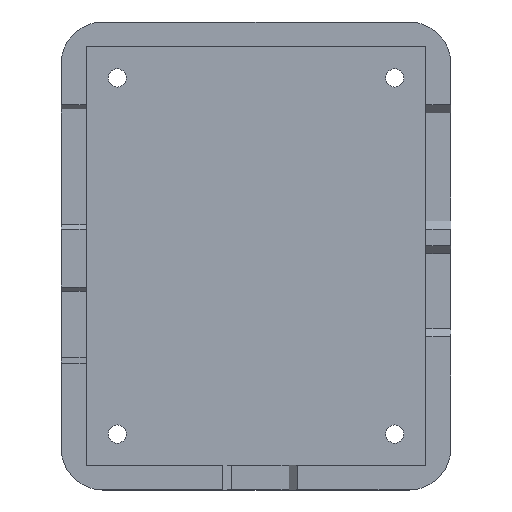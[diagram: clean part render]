
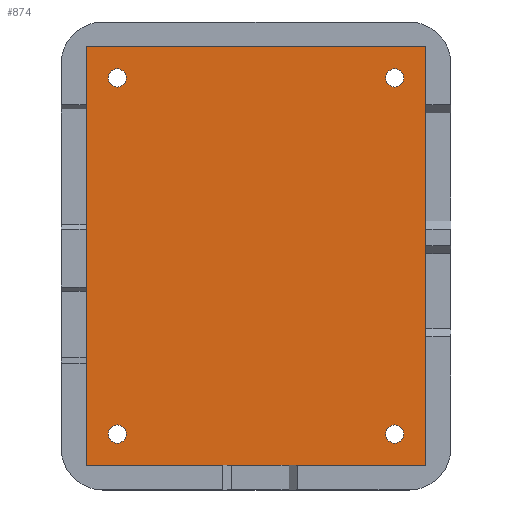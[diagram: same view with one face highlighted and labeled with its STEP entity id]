
A CAD part, top view. The second image highlights one B-rep face of the part: STEP entity #874.
In plain terms, the highlighted planar face has unit normal (0, 0, 1).
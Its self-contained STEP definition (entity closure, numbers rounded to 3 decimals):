
#19=FACE_BOUND('',#134,.T.);
#20=FACE_BOUND('',#135,.T.);
#21=FACE_BOUND('',#136,.T.);
#22=FACE_BOUND('',#137,.T.);
#43=CIRCLE('',#928,1.1);
#44=CIRCLE('',#930,1.1);
#45=CIRCLE('',#932,1.1);
#46=CIRCLE('',#934,1.1);
#86=FACE_OUTER_BOUND('',#133,.T.);
#133=EDGE_LOOP('',(#774,#775,#776,#777));
#134=EDGE_LOOP('',(#778));
#135=EDGE_LOOP('',(#779));
#136=EDGE_LOOP('',(#780));
#137=EDGE_LOOP('',(#781));
#157=LINE('',#1202,#263);
#217=LINE('',#1342,#323);
#241=LINE('',#1390,#347);
#246=LINE('',#1408,#352);
#263=VECTOR('',#967,10.);
#323=VECTOR('',#1079,10.);
#347=VECTOR('',#1135,10.);
#352=VECTOR('',#1158,10.);
#366=VERTEX_POINT('',#1199);
#367=VERTEX_POINT('',#1201);
#421=VERTEX_POINT('',#1340);
#429=VERTEX_POINT('',#1388);
#430=VERTEX_POINT('',#1392);
#431=VERTEX_POINT('',#1396);
#432=VERTEX_POINT('',#1400);
#433=VERTEX_POINT('',#1404);
#450=EDGE_CURVE('',#366,#367,#157,.T.);
#522=EDGE_CURVE('',#421,#366,#217,.T.);
#546=EDGE_CURVE('',#429,#421,#241,.T.);
#547=EDGE_CURVE('',#430,#430,#43,.T.);
#549=EDGE_CURVE('',#431,#431,#44,.T.);
#551=EDGE_CURVE('',#432,#432,#45,.T.);
#553=EDGE_CURVE('',#433,#433,#46,.T.);
#555=EDGE_CURVE('',#367,#429,#246,.T.);
#774=ORIENTED_EDGE('',*,*,#555,.F.);
#775=ORIENTED_EDGE('',*,*,#450,.F.);
#776=ORIENTED_EDGE('',*,*,#522,.F.);
#777=ORIENTED_EDGE('',*,*,#546,.F.);
#778=ORIENTED_EDGE('',*,*,#553,.T.);
#779=ORIENTED_EDGE('',*,*,#551,.T.);
#780=ORIENTED_EDGE('',*,*,#549,.T.);
#781=ORIENTED_EDGE('',*,*,#547,.T.);
#831=PLANE('',#935);
#874=ADVANCED_FACE('',(#86,#19,#20,#21,#22),#831,.T.);
#928=AXIS2_PLACEMENT_3D('',#1393,#1138,#1139);
#930=AXIS2_PLACEMENT_3D('',#1397,#1143,#1144);
#932=AXIS2_PLACEMENT_3D('',#1401,#1148,#1149);
#934=AXIS2_PLACEMENT_3D('',#1405,#1153,#1154);
#935=AXIS2_PLACEMENT_3D('',#1407,#1156,#1157);
#967=DIRECTION('',(0.,1.,0.));
#1079=DIRECTION('',(-1.,0.,0.));
#1135=DIRECTION('',(0.,-1.,0.));
#1138=DIRECTION('center_axis',(0.,0.,-1.));
#1139=DIRECTION('ref_axis',(1.,0.,0.));
#1143=DIRECTION('center_axis',(0.,0.,-1.));
#1144=DIRECTION('ref_axis',(1.,0.,0.));
#1148=DIRECTION('center_axis',(0.,0.,-1.));
#1149=DIRECTION('ref_axis',(1.,0.,0.));
#1153=DIRECTION('center_axis',(0.,0.,-1.));
#1154=DIRECTION('ref_axis',(1.,0.,0.));
#1156=DIRECTION('center_axis',(0.,0.,1.));
#1157=DIRECTION('ref_axis',(1.,0.,0.));
#1158=DIRECTION('',(1.,0.,0.));
#1199=CARTESIAN_POINT('',(-1.,-33.,2.));
#1201=CARTESIAN_POINT('',(-1.,17.5,2.));
#1202=CARTESIAN_POINT('',(-1.,-20.375,2.));
#1340=CARTESIAN_POINT('',(40.,-33.,2.));
#1342=CARTESIAN_POINT('',(29.75,-33.,2.));
#1388=CARTESIAN_POINT('',(40.,17.5,2.));
#1390=CARTESIAN_POINT('',(40.,4.875,2.));
#1392=CARTESIAN_POINT('',(1.65,-29.25,2.));
#1393=CARTESIAN_POINT('Origin',(2.75,-29.25,2.));
#1396=CARTESIAN_POINT('',(1.65,13.75,2.));
#1397=CARTESIAN_POINT('Origin',(2.75,13.75,2.));
#1400=CARTESIAN_POINT('',(35.15,13.75,2.));
#1401=CARTESIAN_POINT('Origin',(36.25,13.75,2.));
#1404=CARTESIAN_POINT('',(35.15,-29.25,2.));
#1405=CARTESIAN_POINT('Origin',(36.25,-29.25,2.));
#1407=CARTESIAN_POINT('Origin',(19.5,-7.75,2.));
#1408=CARTESIAN_POINT('',(9.25,17.5,2.));
